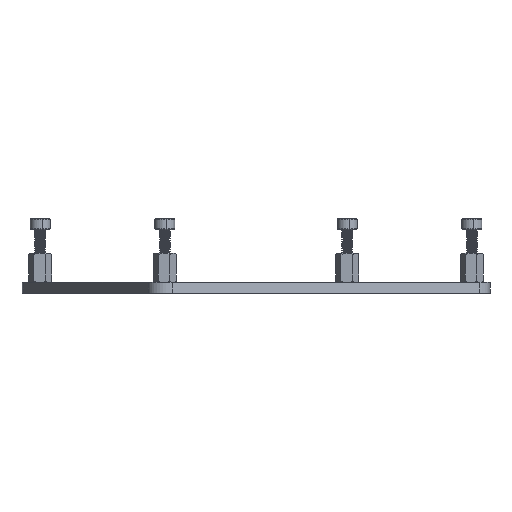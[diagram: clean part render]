
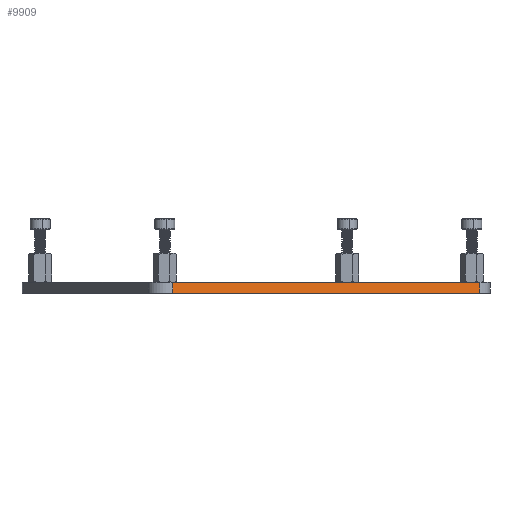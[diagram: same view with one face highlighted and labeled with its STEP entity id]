
A CAD part, left-side view. The second image highlights one B-rep face of the part: STEP entity #9909.
In plain terms, the highlighted face is planar.
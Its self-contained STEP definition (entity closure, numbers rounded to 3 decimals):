
#188 = EDGE_CURVE ( 'NONE', #6653, #7170, #9566, .T. ) ;
#928 = CARTESIAN_POINT ( 'NONE',  ( -44.37, -46.61, 3. ) ) ;
#1091 = CARTESIAN_POINT ( 'NONE',  ( -44.37, 46.61, 3. ) ) ;
#1763 = CARTESIAN_POINT ( 'NONE',  ( -44.37, 46.61, 0. ) ) ;
#1949 = VERTEX_POINT ( 'NONE', #14225 ) ;
#2016 = FACE_OUTER_BOUND ( 'NONE', #7461, .T. ) ;
#2445 = VECTOR ( 'NONE', #8274, 1000. ) ;
#2692 = DIRECTION ( 'NONE',  ( 1., 0., 0. ) ) ;
#2805 = CARTESIAN_POINT ( 'NONE',  ( -44.37, 46.61, 0. ) ) ;
#2844 = VERTEX_POINT ( 'NONE', #2805 ) ;
#3162 = CARTESIAN_POINT ( 'NONE',  ( -44.37, 46.61, 3. ) ) ;
#3198 = DIRECTION ( 'NONE',  ( 0., -1., 0. ) ) ;
#4876 = CARTESIAN_POINT ( 'NONE',  ( -44.37, -46.61, 3. ) ) ;
#5714 = LINE ( 'NONE', #1763, #18061 ) ;
#5926 = AXIS2_PLACEMENT_3D ( 'NONE', #1091, #2692, #16512 ) ;
#6409 = PLANE ( 'NONE',  #5926 ) ;
#6436 = LINE ( 'NONE', #16718, #2445 ) ;
#6450 = VECTOR ( 'NONE', #10072, 1000. ) ;
#6653 = VERTEX_POINT ( 'NONE', #928 ) ;
#7170 = VERTEX_POINT ( 'NONE', #11970 ) ;
#7461 = EDGE_LOOP ( 'NONE', ( #16959, #17963, #9994, #12852 ) ) ;
#8274 = DIRECTION ( 'NONE',  ( 0., 0., -1. ) ) ;
#9566 = LINE ( 'NONE', #4876, #15295 ) ;
#9909 = ADVANCED_FACE ( 'NONE', ( #2016 ), #6409, .F. ) ;
#9994 = ORIENTED_EDGE ( 'NONE', *, *, #12274, .F. ) ;
#10072 = DIRECTION ( 'NONE',  ( 0., -1., 0. ) ) ;
#11106 = LINE ( 'NONE', #3162, #6450 ) ;
#11970 = CARTESIAN_POINT ( 'NONE',  ( -44.37, -46.61, 0. ) ) ;
#12274 = EDGE_CURVE ( 'NONE', #1949, #6653, #11106, .T. ) ;
#12682 = EDGE_CURVE ( 'NONE', #1949, #2844, #6436, .T. ) ;
#12852 = ORIENTED_EDGE ( 'NONE', *, *, #12682, .T. ) ;
#13283 = DIRECTION ( 'NONE',  ( 0., 0., -1. ) ) ;
#14225 = CARTESIAN_POINT ( 'NONE',  ( -44.37, 46.61, 3. ) ) ;
#15295 = VECTOR ( 'NONE', #13283, 1000. ) ;
#16512 = DIRECTION ( 'NONE',  ( 0., 1., 0. ) ) ;
#16531 = EDGE_CURVE ( 'NONE', #2844, #7170, #5714, .T. ) ;
#16718 = CARTESIAN_POINT ( 'NONE',  ( -44.37, 46.61, 3. ) ) ;
#16959 = ORIENTED_EDGE ( 'NONE', *, *, #16531, .T. ) ;
#17963 = ORIENTED_EDGE ( 'NONE', *, *, #188, .F. ) ;
#18061 = VECTOR ( 'NONE', #3198, 1000. ) ;
